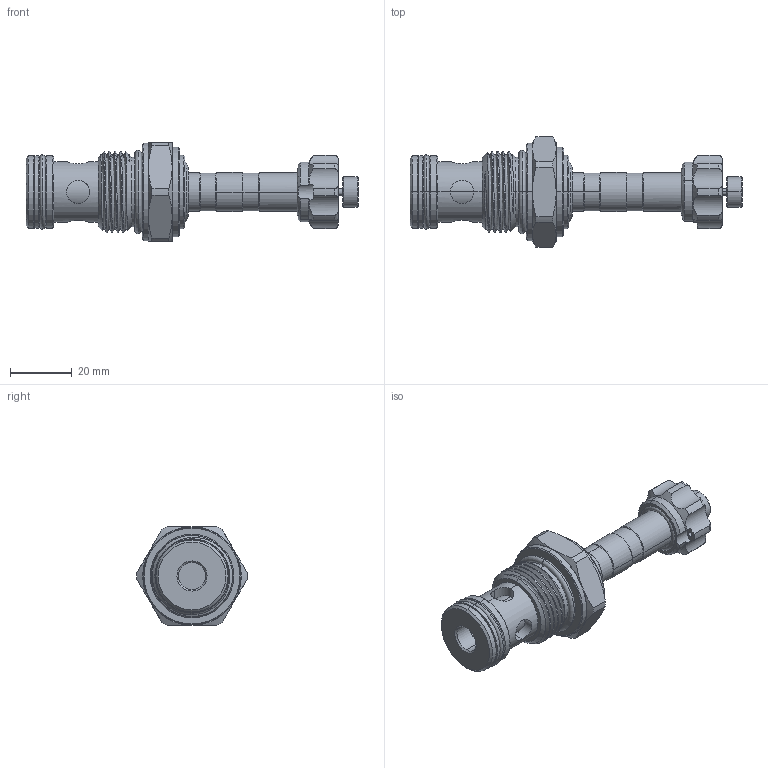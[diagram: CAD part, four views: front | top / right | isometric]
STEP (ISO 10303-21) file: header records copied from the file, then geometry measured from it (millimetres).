
FILE_DESCRIPTION (( 'STEP AP203' ), '1' );
FILE_NAME ('EP17E2A02P05.STEP', '2016-08-24T07:56:38', ( '' ), ( '' ), 'SwSTEP 2.0', 'SolidWorks 2012', '' );
FILE_SCHEMA (( 'CONFIG_CONTROL_DESIGN' ));
Length unit declared in the file: millimetre
Products named in the file (1): EP17E2A02P05
Bounding box: 107.65 x 35.79 x 32 mm (x, y, z)
Volume: 33690.4 mm3; surface area: 12681.5 mm2
Topology: 4 solids, 4 shells, 278 faces, 644 edges, 394 vertices
Faces by surface type: cylinder 127, cone 66, plane 53, torus 30, bspline 2
Entity records: 13288 total; most frequent: CARTESIAN_POINT 6909, DIRECTION 1389, ORIENTED_EDGE 1288, EDGE_CURVE 644, AXIS2_PLACEMENT_3D 588, VERTEX_POINT 394, CIRCLE 311, EDGE_LOOP 306
